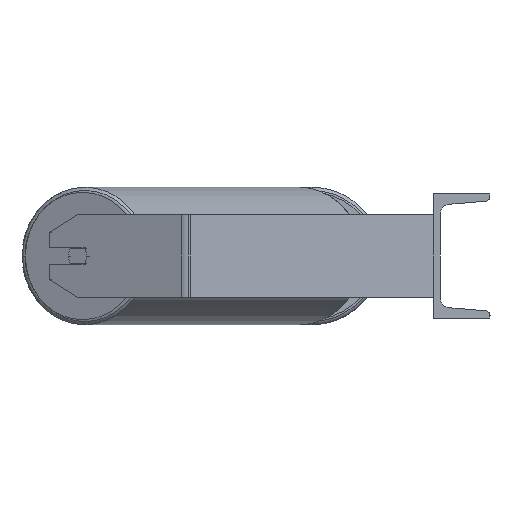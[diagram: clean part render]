
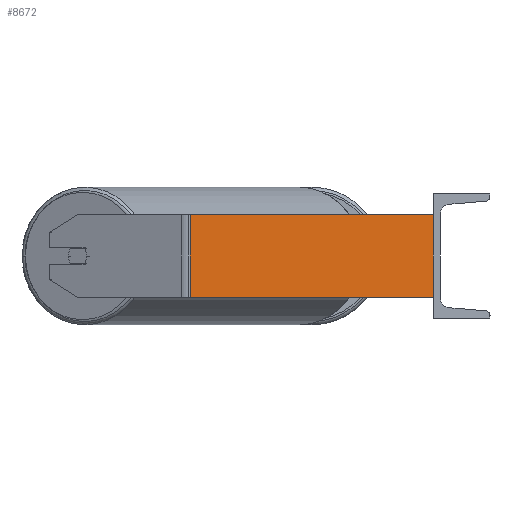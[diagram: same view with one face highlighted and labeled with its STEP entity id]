
A CAD part, left-side view. The second image highlights one B-rep face of the part: STEP entity #8672.
In plain terms, the highlighted planar face has unit normal (-0.996, -0.087, 0).
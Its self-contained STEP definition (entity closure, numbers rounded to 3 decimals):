
#425 = CARTESIAN_POINT ( 'NONE',  ( -805.54, 234.768, 40. ) ) ;
#977 = FACE_OUTER_BOUND ( 'NONE', #1475, .T. ) ;
#1475 = EDGE_LOOP ( 'NONE', ( #5346, #7149, #1782, #4187 ) ) ;
#1536 = EDGE_CURVE ( 'NONE', #3758, #3310, #8305, .T. ) ;
#1782 = ORIENTED_EDGE ( 'NONE', *, *, #6609, .F. ) ;
#2063 = VECTOR ( 'NONE', #2407, 1000. ) ;
#2293 = CARTESIAN_POINT ( 'NONE',  ( -785., 0., 40. ) ) ;
#2407 = DIRECTION ( 'NONE',  ( 0., 0., -1. ) ) ;
#2658 = LINE ( 'NONE', #5465, #8192 ) ;
#3217 = VECTOR ( 'NONE', #5698, 1000. ) ;
#3252 = CARTESIAN_POINT ( 'NONE',  ( -805.54, 234.768, -40. ) ) ;
#3255 = EDGE_CURVE ( 'NONE', #6524, #3758, #4483, .T. ) ;
#3310 = VERTEX_POINT ( 'NONE', #8667 ) ;
#3695 = CARTESIAN_POINT ( 'NONE',  ( -805.54, 234.768, 40. ) ) ;
#3758 = VERTEX_POINT ( 'NONE', #3252 ) ;
#4187 = ORIENTED_EDGE ( 'NONE', *, *, #3255, .T. ) ;
#4483 = LINE ( 'NONE', #3695, #2063 ) ;
#5346 = ORIENTED_EDGE ( 'NONE', *, *, #1536, .T. ) ;
#5465 = CARTESIAN_POINT ( 'NONE',  ( -805.913, 239.039, 40. ) ) ;
#5566 = VECTOR ( 'NONE', #9106, 1000. ) ;
#5698 = DIRECTION ( 'NONE',  ( 0., 0., -1. ) ) ;
#5702 = PLANE ( 'NONE',  #5827 ) ;
#5827 = AXIS2_PLACEMENT_3D ( 'NONE', #7670, #7706, #6325 ) ;
#6277 = CARTESIAN_POINT ( 'NONE',  ( -805.913, 239.039, -40. ) ) ;
#6325 = DIRECTION ( 'NONE',  ( -0.087, 0.996, 0. ) ) ;
#6524 = VERTEX_POINT ( 'NONE', #425 ) ;
#6609 = EDGE_CURVE ( 'NONE', #6524, #9044, #2658, .T. ) ;
#7149 = ORIENTED_EDGE ( 'NONE', *, *, #8960, .F. ) ;
#7358 = CARTESIAN_POINT ( 'NONE',  ( -785., 0., 40. ) ) ;
#7670 = CARTESIAN_POINT ( 'NONE',  ( -805.913, 239.039, 40. ) ) ;
#7706 = DIRECTION ( 'NONE',  ( 0.996, 0.087, 0. ) ) ;
#8192 = VECTOR ( 'NONE', #8267, 1000. ) ;
#8239 = LINE ( 'NONE', #2293, #3217 ) ;
#8267 = DIRECTION ( 'NONE',  ( 0.087, -0.996, 0. ) ) ;
#8305 = LINE ( 'NONE', #6277, #5566 ) ;
#8667 = CARTESIAN_POINT ( 'NONE',  ( -785., 0., -40. ) ) ;
#8672 = ADVANCED_FACE ( 'NONE', ( #977 ), #5702, .F. ) ;
#8960 = EDGE_CURVE ( 'NONE', #9044, #3310, #8239, .T. ) ;
#9044 = VERTEX_POINT ( 'NONE', #7358 ) ;
#9106 = DIRECTION ( 'NONE',  ( 0.087, -0.996, 0. ) ) ;
